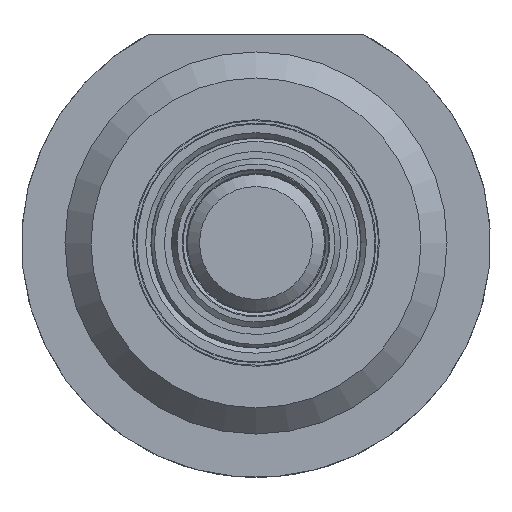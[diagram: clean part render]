
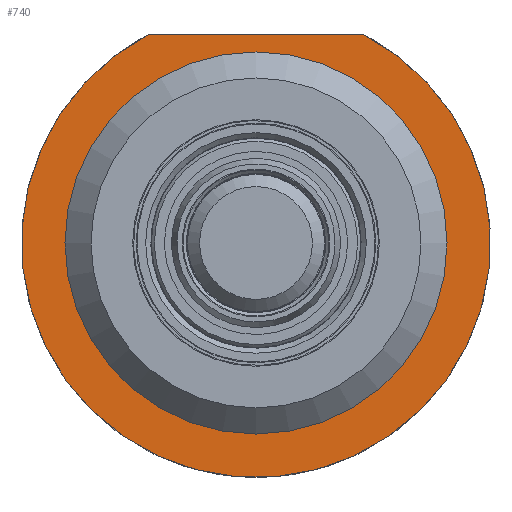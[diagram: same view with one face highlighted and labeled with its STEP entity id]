
A CAD part, front view. The second image highlights one B-rep face of the part: STEP entity #740.
In plain terms, the highlighted planar face has unit normal (0, -1, 0).
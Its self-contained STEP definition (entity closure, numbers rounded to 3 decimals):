
#441=CARTESIAN_POINT('',(-6.185,-556.25,12.));
#442=VERTEX_POINT('',#441);
#443=CARTESIAN_POINT('',(6.185,-556.25,12.));
#444=VERTEX_POINT('',#443);
#445=CARTESIAN_POINT('',(-6.185,-556.25,12.));
#446=DIRECTION('',(1.0,0.0,0.0));
#447=VECTOR('',#446,12.369);
#448=LINE('',#445,#447);
#449=EDGE_CURVE('',#442,#444,#448,.T.);
#676=CARTESIAN_POINT('',(0.,-556.25,11.0));
#677=VERTEX_POINT('',#676);
#678=CARTESIAN_POINT('',(0.,-556.25,0.0));
#679=DIRECTION('',(0.0,1.0,0.0));
#680=DIRECTION('',(0.0,0.0,1.0));
#681=AXIS2_PLACEMENT_3D('',#678,#679,#680);
#682=CIRCLE('',#681,11.0);
#683=EDGE_CURVE('',#677,#677,#682,.T.);
#715=CARTESIAN_POINT('',(0.,-556.25,0.0));
#716=DIRECTION('',(0.0,1.0,0.0));
#717=DIRECTION('',(-0.458,0.0,0.889));
#718=AXIS2_PLACEMENT_3D('',#715,#716,#717);
#719=CIRCLE('',#718,13.5);
#720=EDGE_CURVE('',#444,#442,#719,.T.);
#728=CARTESIAN_POINT('',(0.,-556.25,0.934));
#729=DIRECTION('',(0.0,-1.0,0.0));
#730=DIRECTION('',(0.0,0.0,-1.0));
#731=AXIS2_PLACEMENT_3D('',#728,#729,#730);
#732=PLANE('',#731);
#733=ORIENTED_EDGE('',*,*,#449,.F.);
#734=ORIENTED_EDGE('',*,*,#720,.F.);
#735=EDGE_LOOP('',(#733,#734));
#736=FACE_OUTER_BOUND('',#735,.T.);
#737=ORIENTED_EDGE('',*,*,#683,.T.);
#738=EDGE_LOOP('',(#737));
#739=FACE_BOUND('',#738,.T.);
#740=ADVANCED_FACE('',(#736,#739),#732,.T.);
